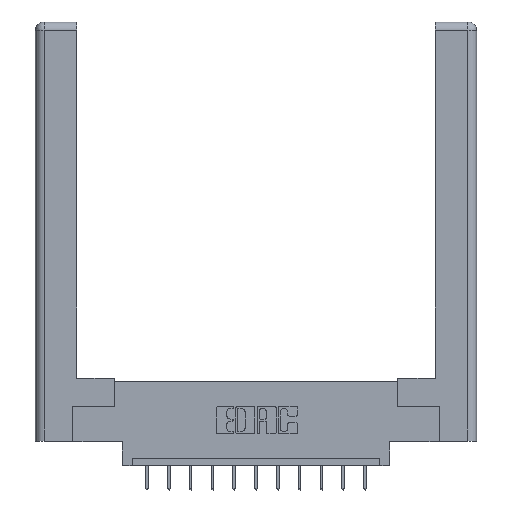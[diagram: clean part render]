
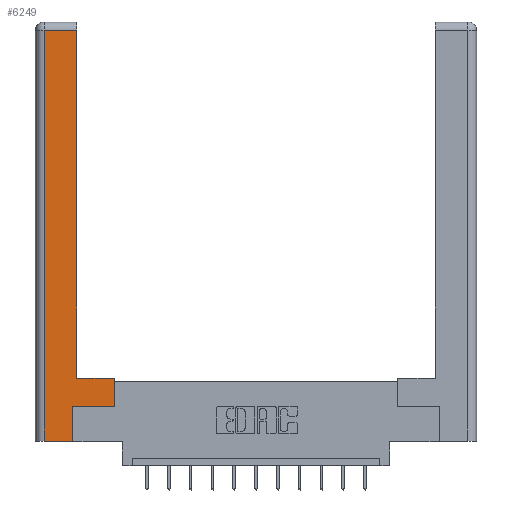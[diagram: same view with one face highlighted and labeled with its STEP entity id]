
A CAD part, top view. The second image highlights one B-rep face of the part: STEP entity #6249.
In plain terms, the highlighted planar face has unit normal (0, 0, 1).
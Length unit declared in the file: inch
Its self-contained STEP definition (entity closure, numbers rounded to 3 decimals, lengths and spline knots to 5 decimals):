
#397 = LINE ( 'NONE', #11142, #7676 ) ;
#528 = LINE ( 'NONE', #11113, #7804 ) ;
#710 = DIRECTION ( 'NONE',  ( 0., 1., 0. ) ) ;
#732 = AXIS2_PLACEMENT_3D ( 'NONE', #3266, #2112, #1961 ) ;
#841 = DIRECTION ( 'NONE',  ( 0., -1., 0. ) ) ;
#887 = EDGE_CURVE ( 'NONE', #9182, #1115, #7674, .T. ) ;
#1115 = VERTEX_POINT ( 'NONE', #11906 ) ;
#1207 = EDGE_CURVE ( 'NONE', #4862, #11747, #5328, .T. ) ;
#1208 = CARTESIAN_POINT ( 'NONE',  ( 0.295, 0.45, 0. ) ) ;
#1233 = DIRECTION ( 'NONE',  ( -1., 0., 0. ) ) ;
#1252 = ORIENTED_EDGE ( 'NONE', *, *, #1207, .T. ) ;
#1339 = CARTESIAN_POINT ( 'NONE',  ( 0.265, 0., 0. ) ) ;
#1856 = VERTEX_POINT ( 'NONE', #5119 ) ;
#1961 = DIRECTION ( 'NONE',  ( -1., 0., 0. ) ) ;
#2112 = DIRECTION ( 'NONE',  ( 0., 0., -1. ) ) ;
#2287 = ORIENTED_EDGE ( 'NONE', *, *, #6408, .T. ) ;
#2386 = ORIENTED_EDGE ( 'NONE', *, *, #6680, .T. ) ;
#2650 = EDGE_CURVE ( 'NONE', #4506, #4862, #528, .T. ) ;
#2725 = CARTESIAN_POINT ( 'NONE',  ( 0.295, 2.94, 0. ) ) ;
#3234 = CARTESIAN_POINT ( 'NONE',  ( 0.265, 0., 0. ) ) ;
#3251 = VECTOR ( 'NONE', #5533, 39.37008 ) ;
#3266 = CARTESIAN_POINT ( 'NONE',  ( 0., 0., 0. ) ) ;
#3283 = CARTESIAN_POINT ( 'NONE',  ( 0.295, 3., 0. ) ) ;
#3388 = ORIENTED_EDGE ( 'NONE', *, *, #11141, .T. ) ;
#3590 = VECTOR ( 'NONE', #1233, 39.37008 ) ;
#4067 = CARTESIAN_POINT ( 'NONE',  ( 0.0615, 2.94, 0. ) ) ;
#4506 = VERTEX_POINT ( 'NONE', #11284 ) ;
#4551 = PLANE ( 'NONE',  #732 ) ;
#4604 = ORIENTED_EDGE ( 'NONE', *, *, #10317, .T. ) ;
#4783 = CARTESIAN_POINT ( 'NONE',  ( 0.0615, 2.94, 0. ) ) ;
#4862 = VERTEX_POINT ( 'NONE', #9577 ) ;
#5119 = CARTESIAN_POINT ( 'NONE',  ( 0.265, 0.245, 0. ) ) ;
#5328 = LINE ( 'NONE', #14479, #13281 ) ;
#5533 = DIRECTION ( 'NONE',  ( 1., 0., 0. ) ) ;
#5548 = CARTESIAN_POINT ( 'NONE',  ( 0.0615, 0., 0. ) ) ;
#6249 = ADVANCED_FACE ( 'NONE', ( #6970 ), #4551, .F. ) ;
#6408 = EDGE_CURVE ( 'NONE', #11747, #12254, #10925, .T. ) ;
#6680 = EDGE_CURVE ( 'NONE', #1856, #4506, #397, .T. ) ;
#6970 = FACE_OUTER_BOUND ( 'NONE', #8048, .T. ) ;
#7674 = LINE ( 'NONE', #5548, #13463 ) ;
#7676 = VECTOR ( 'NONE', #11047, 39.37008 ) ;
#7804 = VECTOR ( 'NONE', #710, 39.37008 ) ;
#7871 = VECTOR ( 'NONE', #11376, 39.37008 ) ;
#7900 = LINE ( 'NONE', #11522, #12062 ) ;
#8048 = EDGE_LOOP ( 'NONE', ( #2287, #3388, #9537, #4604, #11419, #2386, #8778, #1252 ) ) ;
#8193 = DIRECTION ( 'NONE',  ( 0., 1., 0. ) ) ;
#8750 = DIRECTION ( 'NONE',  ( -1., 0., 0. ) ) ;
#8778 = ORIENTED_EDGE ( 'NONE', *, *, #2650, .T. ) ;
#9182 = VERTEX_POINT ( 'NONE', #4067 ) ;
#9537 = ORIENTED_EDGE ( 'NONE', *, *, #887, .T. ) ;
#9577 = CARTESIAN_POINT ( 'NONE',  ( 0.565, 0.45, 0. ) ) ;
#10317 = EDGE_CURVE ( 'NONE', #1115, #12211, #12845, .T. ) ;
#10925 = LINE ( 'NONE', #3283, #7871 ) ;
#11047 = DIRECTION ( 'NONE',  ( 1., 0., 0. ) ) ;
#11113 = CARTESIAN_POINT ( 'NONE',  ( 0.565, 0.45, 0. ) ) ;
#11141 = EDGE_CURVE ( 'NONE', #12254, #9182, #14840, .T. ) ;
#11142 = CARTESIAN_POINT ( 'NONE',  ( 0.565, 0.245, 0. ) ) ;
#11284 = CARTESIAN_POINT ( 'NONE',  ( 0.565, 0.245, 0. ) ) ;
#11376 = DIRECTION ( 'NONE',  ( 0., 1., 0. ) ) ;
#11419 = ORIENTED_EDGE ( 'NONE', *, *, #12419, .T. ) ;
#11522 = CARTESIAN_POINT ( 'NONE',  ( 0.265, 0.245, 0. ) ) ;
#11747 = VERTEX_POINT ( 'NONE', #1208 ) ;
#11906 = CARTESIAN_POINT ( 'NONE',  ( 0.0615, 0., 0. ) ) ;
#12062 = VECTOR ( 'NONE', #8193, 39.37008 ) ;
#12211 = VERTEX_POINT ( 'NONE', #1339 ) ;
#12254 = VERTEX_POINT ( 'NONE', #2725 ) ;
#12419 = EDGE_CURVE ( 'NONE', #12211, #1856, #7900, .T. ) ;
#12845 = LINE ( 'NONE', #3234, #3251 ) ;
#13281 = VECTOR ( 'NONE', #8750, 39.37008 ) ;
#13463 = VECTOR ( 'NONE', #841, 39.37008 ) ;
#14479 = CARTESIAN_POINT ( 'NONE',  ( 0.295, 0.45, 0. ) ) ;
#14840 = LINE ( 'NONE', #4783, #3590 ) ;
